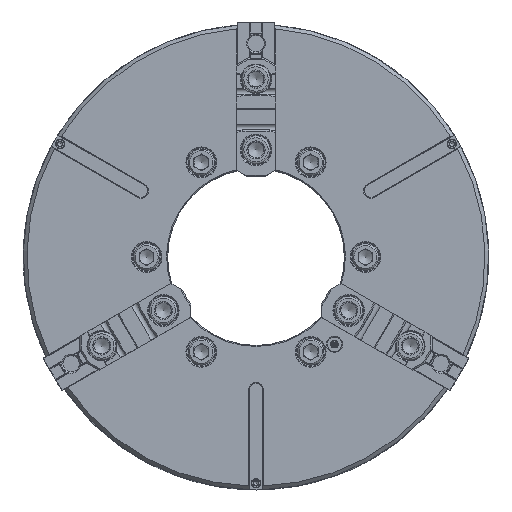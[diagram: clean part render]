
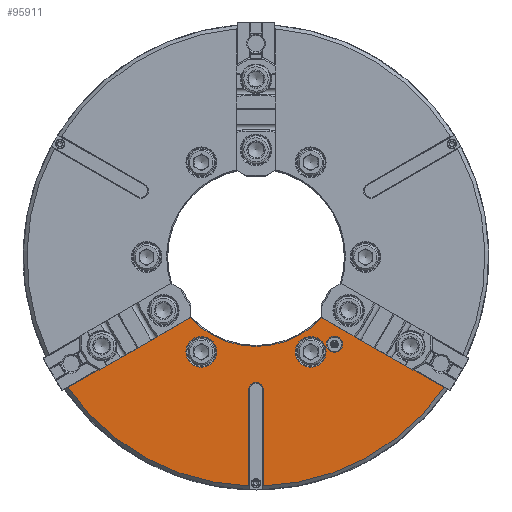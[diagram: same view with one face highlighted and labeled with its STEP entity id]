
A CAD part, top view. The second image highlights one B-rep face of the part: STEP entity #95911.
In plain terms, the highlighted planar face has unit normal (0, 0, 1).
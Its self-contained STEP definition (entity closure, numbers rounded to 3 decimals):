
#334 = VERTEX_POINT ( 'NONE', #101406 ) ;
#1813 = CARTESIAN_POINT ( 'NONE',  ( -8., -245.87, 81. ) ) ;
#2001 = VERTEX_POINT ( 'NONE', #93759 ) ;
#2642 = DIRECTION ( 'NONE',  ( 1., 0., 0. ) ) ;
#3113 = ORIENTED_EDGE ( 'NONE', *, *, #102402, .T. ) ;
#3322 = EDGE_CURVE ( 'NONE', #44954, #13066, #13059, .T. ) ;
#4135 = CARTESIAN_POINT ( 'NONE',  ( 8., -142.5, 81. ) ) ;
#4165 = AXIS2_PLACEMENT_3D ( 'NONE', #98644, #21574, #73891 ) ;
#6163 = DIRECTION ( 'NONE',  ( 0., 0., 1. ) ) ;
#10396 = ORIENTED_EDGE ( 'NONE', *, *, #60889, .F. ) ;
#11686 = CARTESIAN_POINT ( 'NONE',  ( -8., -142.5, 81. ) ) ;
#13059 = CIRCLE ( 'NONE', #27427, 246. ) ;
#13066 = VERTEX_POINT ( 'NONE', #56919 ) ;
#13311 = DIRECTION ( 'NONE',  ( 0., 0., 1. ) ) ;
#13764 = CARTESIAN_POINT ( 'NONE',  ( -70.971, -64.646, 81. ) ) ;
#14608 = DIRECTION ( 'NONE',  ( 1., 0., 0. ) ) ;
#14851 = VERTEX_POINT ( 'NONE', #13764 ) ;
#14859 = ORIENTED_EDGE ( 'NONE', *, *, #100705, .F. ) ;
#14973 = DIRECTION ( 'NONE',  ( 0., 1., 0. ) ) ;
#15000 = VERTEX_POINT ( 'NONE', #83064 ) ;
#15157 = FACE_BOUND ( 'NONE', #19502, .T. ) ;
#19502 = EDGE_LOOP ( 'NONE', ( #14859 ) ) ;
#20921 = DIRECTION ( 'NONE',  ( 0., -1., 0. ) ) ;
#21574 = DIRECTION ( 'NONE',  ( 0., 0., 1. ) ) ;
#23580 = FACE_BOUND ( 'NONE', #82068, .T. ) ;
#23683 = CARTESIAN_POINT ( 'NONE',  ( 285.503, -188.507, 81. ) ) ;
#26595 = CIRCLE ( 'NONE', #80569, 8. ) ;
#27329 = AXIS2_PLACEMENT_3D ( 'NONE', #75253, #74167, #31936 ) ;
#27427 = AXIS2_PLACEMENT_3D ( 'NONE', #30154, #47038, #90909 ) ;
#28872 = CARTESIAN_POINT ( 'NONE',  ( 202.051, -140.326, 81. ) ) ;
#30002 = DIRECTION ( 'NONE',  ( 0., -1., 0. ) ) ;
#30154 = CARTESIAN_POINT ( 'NONE',  ( 0., 0., 81. ) ) ;
#31936 = DIRECTION ( 'NONE',  ( 0., 1., 0. ) ) ;
#32540 = EDGE_CURVE ( 'NONE', #108427, #44954, #76761, .T. ) ;
#33119 = FACE_BOUND ( 'NONE', #45109, .T. ) ;
#34066 = CARTESIAN_POINT ( 'NONE',  ( 58.75, -118.258, 81. ) ) ;
#34973 = VECTOR ( 'NONE', #65882, 1000. ) ;
#36040 = ORIENTED_EDGE ( 'NONE', *, *, #86649, .T. ) ;
#36156 = CARTESIAN_POINT ( 'NONE',  ( -58.75, -118.258, 81. ) ) ;
#36769 = CIRCLE ( 'NONE', #69103, 16.5 ) ;
#37241 = CARTESIAN_POINT ( 'NONE',  ( 58.75, -101.758, 81. ) ) ;
#38174 = DIRECTION ( 'NONE',  ( 0.866, 0.5, 0. ) ) ;
#41561 = DIRECTION ( 'NONE',  ( 0., -1., 0. ) ) ;
#44163 = ORIENTED_EDGE ( 'NONE', *, *, #3322, .F. ) ;
#44284 = ORIENTED_EDGE ( 'NONE', *, *, #100741, .T. ) ;
#44954 = VERTEX_POINT ( 'NONE', #1813 ) ;
#45109 = EDGE_LOOP ( 'NONE', ( #77711 ) ) ;
#47038 = DIRECTION ( 'NONE',  ( 0., 0., -1. ) ) ;
#47492 = EDGE_LOOP ( 'NONE', ( #80487, #44284, #36040, #94298, #44163, #70263, #107939, #3113 ) ) ;
#48593 = VERTEX_POINT ( 'NONE', #98500 ) ;
#51859 = VECTOR ( 'NONE', #57108, 1000. ) ;
#55787 = EDGE_CURVE ( 'NONE', #13066, #14851, #106780, .T. ) ;
#56326 = LINE ( 'NONE', #23683, #34973 ) ;
#56593 = CARTESIAN_POINT ( 'NONE',  ( 0., 0., 81. ) ) ;
#56919 = CARTESIAN_POINT ( 'NONE',  ( -202.051, -140.326, 81. ) ) ;
#57108 = DIRECTION ( 'NONE',  ( 0., -1., 0. ) ) ;
#58419 = PLANE ( 'NONE',  #86625 ) ;
#58955 = CARTESIAN_POINT ( 'NONE',  ( 0., 246., 81. ) ) ;
#60391 = CIRCLE ( 'NONE', #67549, 96. ) ;
#60889 = EDGE_CURVE ( 'NONE', #80570, #80570, #74264, .T. ) ;
#61153 = VECTOR ( 'NONE', #38174, 1000. ) ;
#64533 = VERTEX_POINT ( 'NONE', #28872 ) ;
#65882 = DIRECTION ( 'NONE',  ( -0.866, 0.5, 0. ) ) ;
#67549 = AXIS2_PLACEMENT_3D ( 'NONE', #56593, #83586, #14973 ) ;
#67775 = CARTESIAN_POINT ( 'NONE',  ( -8., -142.5, 81. ) ) ;
#69103 = AXIS2_PLACEMENT_3D ( 'NONE', #37241, #98004, #20921 ) ;
#69886 = EDGE_CURVE ( 'NONE', #334, #108427, #26595, .T. ) ;
#70263 = ORIENTED_EDGE ( 'NONE', *, *, #32540, .F. ) ;
#73470 = CARTESIAN_POINT ( 'NONE',  ( 84.31, -93.636, 81. ) ) ;
#73891 = DIRECTION ( 'NONE',  ( 0., -1., 0. ) ) ;
#74167 = DIRECTION ( 'NONE',  ( 0., 0., -1. ) ) ;
#74204 = EDGE_CURVE ( 'NONE', #64533, #48593, #106335, .T. ) ;
#74264 = CIRCLE ( 'NONE', #4165, 16.5 ) ;
#75253 = CARTESIAN_POINT ( 'NONE',  ( 0., 0., 81. ) ) ;
#76761 = LINE ( 'NONE', #67775, #51859 ) ;
#76837 = CIRCLE ( 'NONE', #91257, 8.75 ) ;
#76962 = DIRECTION ( 'NONE',  ( 0., 0., 1. ) ) ;
#77711 = ORIENTED_EDGE ( 'NONE', *, *, #90635, .F. ) ;
#80487 = ORIENTED_EDGE ( 'NONE', *, *, #74204, .F. ) ;
#80569 = AXIS2_PLACEMENT_3D ( 'NONE', #92221, #76962, #14608 ) ;
#80570 = VERTEX_POINT ( 'NONE', #36156 ) ;
#82068 = EDGE_LOOP ( 'NONE', ( #10396 ) ) ;
#83064 = CARTESIAN_POINT ( 'NONE',  ( 93.06, -93.636, 81. ) ) ;
#83586 = DIRECTION ( 'NONE',  ( 0., 0., -1. ) ) ;
#86625 = AXIS2_PLACEMENT_3D ( 'NONE', #58955, #6163, #41561 ) ;
#86649 = EDGE_CURVE ( 'NONE', #2001, #14851, #60391, .T. ) ;
#88799 = CARTESIAN_POINT ( 'NONE',  ( -285.503, -188.507, 81. ) ) ;
#90635 = EDGE_CURVE ( 'NONE', #15000, #15000, #76837, .T. ) ;
#90909 = DIRECTION ( 'NONE',  ( 0., 1., 0. ) ) ;
#91257 = AXIS2_PLACEMENT_3D ( 'NONE', #73470, #13311, #2642 ) ;
#92221 = CARTESIAN_POINT ( 'NONE',  ( 0., -142.5, 81. ) ) ;
#93759 = CARTESIAN_POINT ( 'NONE',  ( 70.971, -64.646, 81. ) ) ;
#94268 = VERTEX_POINT ( 'NONE', #34066 ) ;
#94298 = ORIENTED_EDGE ( 'NONE', *, *, #55787, .F. ) ;
#95911 = ADVANCED_FACE ( 'NONE', ( #23580, #15157, #33119, #110737 ), #58419, .T. ) ;
#98004 = DIRECTION ( 'NONE',  ( 0., 0., 1. ) ) ;
#98500 = CARTESIAN_POINT ( 'NONE',  ( 8., -245.87, 81. ) ) ;
#98644 = CARTESIAN_POINT ( 'NONE',  ( -58.75, -101.758, 81. ) ) ;
#100705 = EDGE_CURVE ( 'NONE', #94268, #94268, #36769, .T. ) ;
#100741 = EDGE_CURVE ( 'NONE', #64533, #2001, #56326, .T. ) ;
#101406 = CARTESIAN_POINT ( 'NONE',  ( 8., -142.5, 81. ) ) ;
#102402 = EDGE_CURVE ( 'NONE', #334, #48593, #108178, .T. ) ;
#105244 = VECTOR ( 'NONE', #30002, 1000. ) ;
#106335 = CIRCLE ( 'NONE', #27329, 246. ) ;
#106780 = LINE ( 'NONE', #88799, #61153 ) ;
#107939 = ORIENTED_EDGE ( 'NONE', *, *, #69886, .F. ) ;
#108178 = LINE ( 'NONE', #4135, #105244 ) ;
#108427 = VERTEX_POINT ( 'NONE', #11686 ) ;
#110737 = FACE_OUTER_BOUND ( 'NONE', #47492, .T. ) ;
